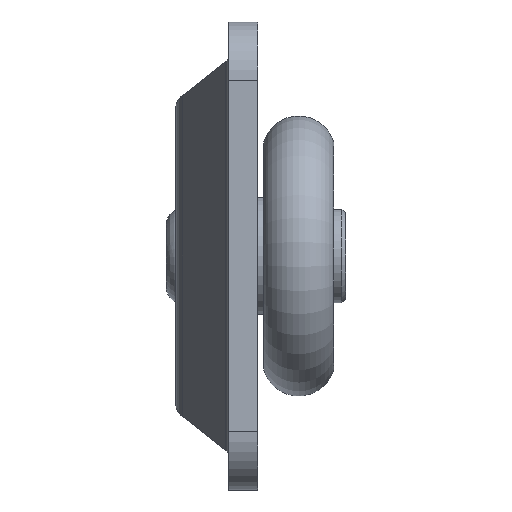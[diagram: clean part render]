
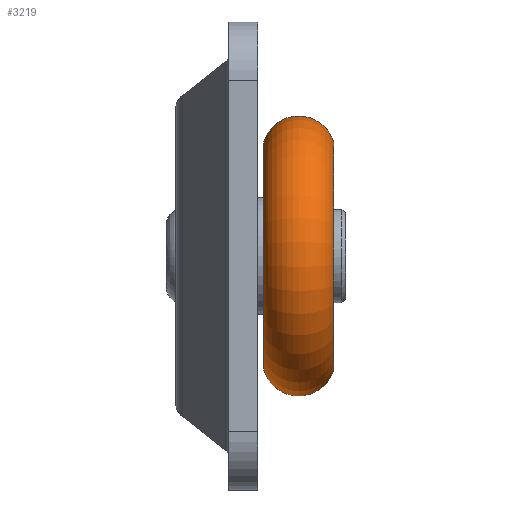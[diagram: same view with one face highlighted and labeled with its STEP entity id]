
A CAD part, left-side view. The second image highlights one B-rep face of the part: STEP entity #3219.
In plain terms, the highlighted toroidal (fillet/blend) face has major radius 8.9 mm and minor radius 3.1 mm.
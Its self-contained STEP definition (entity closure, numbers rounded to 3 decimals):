
#17=TOROIDAL_SURFACE('',#3493,8.9,3.1);
#133=CIRCLE('',#3471,9.681);
#144=CIRCLE('',#3492,9.681);
#145=CIRCLE('',#3494,3.1);
#392=FACE_OUTER_BOUND('',#604,.T.);
#604=EDGE_LOOP('',(#2870,#2871,#2872,#2873));
#1556=VERTEX_POINT('',#5351);
#1567=VERTEX_POINT('',#5388);
#1988=EDGE_CURVE('',#1556,#1556,#133,.T.);
#2004=EDGE_CURVE('',#1567,#1567,#144,.T.);
#2005=EDGE_CURVE('',#1556,#1567,#145,.T.);
#2870=ORIENTED_EDGE('',*,*,#1988,.F.);
#2871=ORIENTED_EDGE('',*,*,#2005,.T.);
#2872=ORIENTED_EDGE('',*,*,#2004,.T.);
#2873=ORIENTED_EDGE('',*,*,#2005,.F.);
#3219=ADVANCED_FACE('',(#392),#17,.T.);
#3471=AXIS2_PLACEMENT_3D('',#5352,#4274,#4275);
#3492=AXIS2_PLACEMENT_3D('',#5389,#4321,#4322);
#3493=AXIS2_PLACEMENT_3D('',#5390,#4323,#4324);
#3494=AXIS2_PLACEMENT_3D('',#5391,#4325,#4326);
#4274=DIRECTION('center_axis',(0.,1.,0.));
#4275=DIRECTION('ref_axis',(-0.098,0.,-0.995));
#4321=DIRECTION('center_axis',(0.,1.,0.));
#4322=DIRECTION('ref_axis',(-0.098,0.,-0.995));
#4323=DIRECTION('center_axis',(0.,1.,0.));
#4324=DIRECTION('ref_axis',(0.995,0.,-0.098));
#4325=DIRECTION('center_axis',(0.098,0.,
0.995));
#4326=DIRECTION('ref_axis',(-0.995,0.,0.098));
#5351=CARTESIAN_POINT('',(52.366,-0.5,20.952));
#5352=CARTESIAN_POINT('Origin',(62.,-0.5,20.));
#5388=CARTESIAN_POINT('',(52.366,-6.5,20.952));
#5389=CARTESIAN_POINT('Origin',(62.,-6.5,20.));
#5390=CARTESIAN_POINT('Origin',(62.,-3.5,20.));
#5391=CARTESIAN_POINT('Origin',(53.143,-3.5,20.875));
